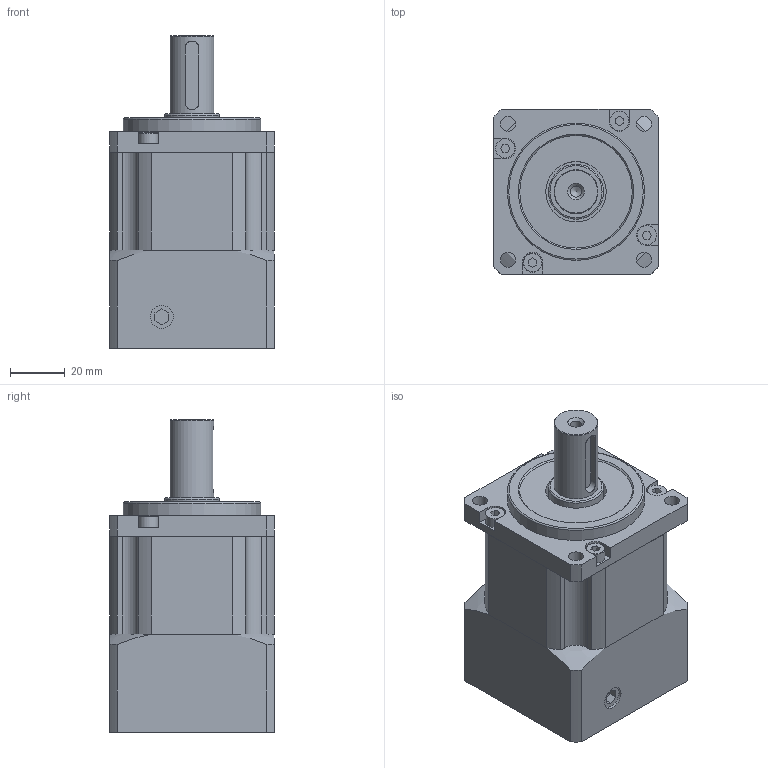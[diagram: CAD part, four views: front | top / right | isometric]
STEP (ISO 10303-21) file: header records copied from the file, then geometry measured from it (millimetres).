
FILE_DESCRIPTION( ( '' ), '1' );
FILE_NAME( 'GPN6（03、05、10）P-D-20221102.stp', '2022-11-02T01:20:54', ( 'Dimamotor' ), ( 'Dimamotor' ), 'PSStep 17.0.49', ' ', ' ' );
FILE_SCHEMA( ( 'AUTOMOTIVE_DESIGN { 1 0 10303 214 1 1 1 1 }' ) );
Length unit declared in the file: millimetre
Products named in the file (2): Assem1; GP610P
Assembly tree (1 placements, depth 2):
  Assem1
    GP610P
Bounding box: 60 x 60 x 114 mm (x, y, z)
Volume: 248836.3 mm3; surface area: 46434.5 mm2
Topology: 1 solids, 9 shells, 312 faces, 748 edges, 493 vertices
Faces by surface type: plane 205, cylinder 83, cone 14, torus 6, bspline 4
Full cylindrical faces by diameter (mm): 3.242 x4, 4 x4, 4.134 x1, 4.3 x2, 4.5 x4, 5.5 x4, 7 x10, 7.3 x4, 8 x1, 8.376 x4, 14 x2, 16 x1, 20 x1, 22 x1, 30 x1, 33 x1, 40 x1, 50 x1
Entity records: 15581 total; most frequent: CARTESIAN_POINT 1895, DIRECTION 1468, ORIENTED_EDGE 1300, PRESENTATION_STYLE_ASSIGNMENT 1198, COLOUR_RGB 1198, STYLED_ITEM 931, CURVE_STYLE 886, DRAUGHTING_PRE_DEFINED_CURVE_FONT 886
